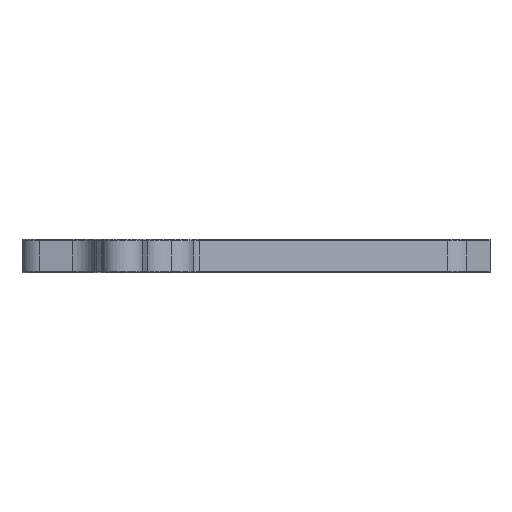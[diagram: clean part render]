
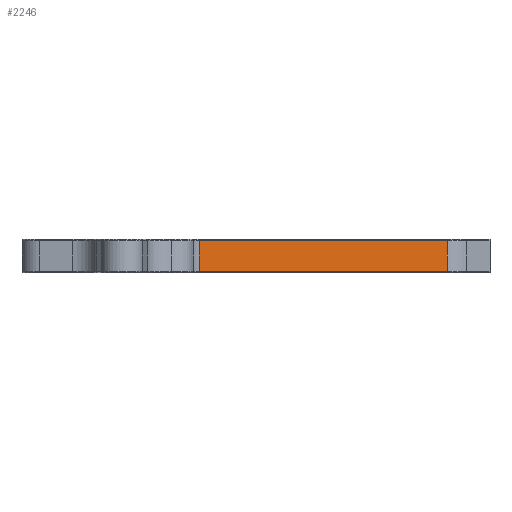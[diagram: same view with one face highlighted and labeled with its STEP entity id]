
A CAD part, front view. The second image highlights one B-rep face of the part: STEP entity #2246.
In plain terms, the highlighted planar face has unit normal (0.683, -0.73, 0).
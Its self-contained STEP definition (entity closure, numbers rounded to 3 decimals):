
#46=PLANE('',#2467);
#150=FACE_OUTER_BOUND('',#289,.T.);
#289=EDGE_LOOP('',(#1600,#1601,#1602,#1603));
#441=LINE('',#3719,#584);
#448=LINE('',#3742,#591);
#449=LINE('',#3745,#592);
#450=LINE('',#3746,#593);
#584=VECTOR('',#2933,10.);
#591=VECTOR('',#2958,5.);
#592=VECTOR('',#2961,10.);
#593=VECTOR('',#2962,10.);
#967=VERTEX_POINT('',#3710);
#969=VERTEX_POINT('',#3716);
#977=VERTEX_POINT('',#3740);
#978=VERTEX_POINT('',#3744);
#1207=EDGE_CURVE('',#967,#969,#441,.T.);
#1219=EDGE_CURVE('',#977,#969,#448,.T.);
#1220=EDGE_CURVE('',#977,#978,#449,.T.);
#1221=EDGE_CURVE('',#978,#967,#450,.T.);
#1600=ORIENTED_EDGE('',*,*,#1207,.T.);
#1601=ORIENTED_EDGE('',*,*,#1219,.F.);
#1602=ORIENTED_EDGE('',*,*,#1220,.T.);
#1603=ORIENTED_EDGE('',*,*,#1221,.T.);
#2246=ADVANCED_FACE('',(#150),#46,.T.);
#2467=AXIS2_PLACEMENT_3D('',#3743,#2959,#2960);
#2933=DIRECTION('',(0.73,0.683,0.));
#2958=DIRECTION('',(0.,0.,-1.));
#2959=DIRECTION('center_axis',(0.683,-0.73,0.));
#2960=DIRECTION('ref_axis',(-0.73,-0.683,0.));
#2961=DIRECTION('',(-0.73,-0.683,0.));
#2962=DIRECTION('',(0.,0.,-1.));
#3710=CARTESIAN_POINT('',(-64.374,-59.354,-5.7));
#3716=CARTESIAN_POINT('',(-20.54,-18.349,-5.7));
#3719=CARTESIAN_POINT('',(-13.878,-12.117,-5.7));
#3740=CARTESIAN_POINT('',(-20.54,-18.349,-0.3));
#3742=CARTESIAN_POINT('',(-20.54,-18.349,0.));
#3743=CARTESIAN_POINT('Origin',(-19.218,-17.112,0.));
#3744=CARTESIAN_POINT('',(-64.374,-59.354,-0.3));
#3745=CARTESIAN_POINT('',(-13.878,-12.117,-0.3));
#3746=CARTESIAN_POINT('',(-64.374,-59.354,0.));
